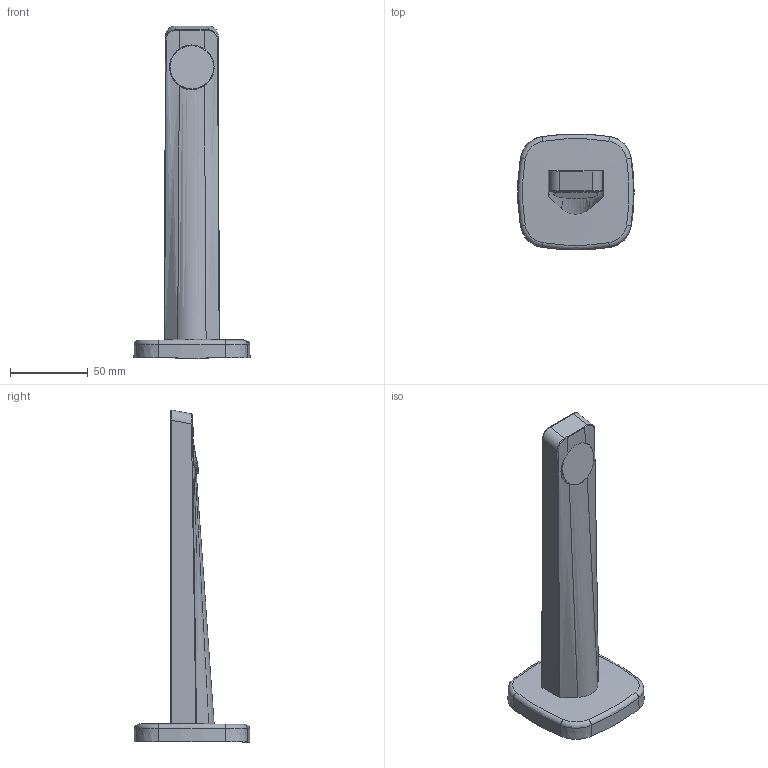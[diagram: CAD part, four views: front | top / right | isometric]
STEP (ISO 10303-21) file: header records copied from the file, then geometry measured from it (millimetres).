
FILE_DESCRIPTION (( 'STEP AP203' ), '1' );
FILE_NAME ('57241000(2021).STEP', '2020-10-28T14:20:53', ( '' ), ( '' ), 'SwSTEP 2.0', 'SolidWorks 2016', '' );
FILE_SCHEMA (( 'CONFIG_CONTROL_DESIGN' ));
Length unit declared in the file: millimetre
Products named in the file (1): 57241000(2021)
Bounding box: 74.81 x 74.62 x 213.89 mm (x, y, z)
Volume: 189479 mm3; surface area: 33875.3 mm2
Topology: 1 solids, 1 shells, 53 faces, 123 edges, 76 vertices
Faces by surface type: bspline 23, cylinder 11, cone 9, plane 8, torus 2
Entity records: 2736 total; most frequent: CARTESIAN_POINT 1618, ORIENTED_EDGE 246, DIRECTION 170, EDGE_CURVE 123, VERTEX_POINT 76, AXIS2_PLACEMENT_3D 67, EDGE_LOOP 57, FACE_OUTER_BOUND 53
